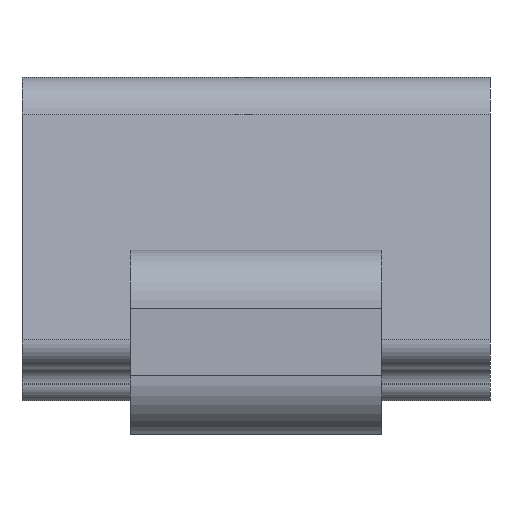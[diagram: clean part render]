
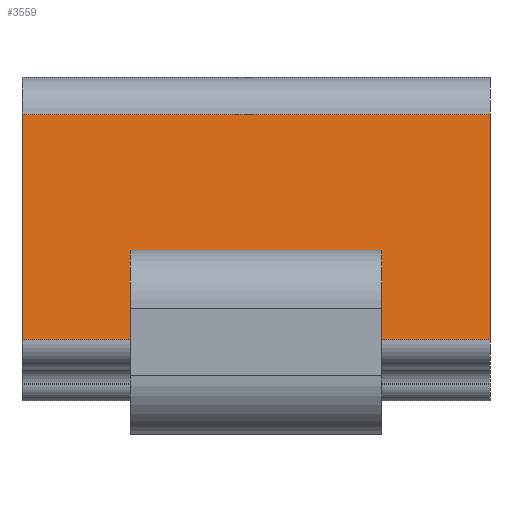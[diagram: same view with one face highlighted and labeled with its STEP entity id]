
A CAD part, front view. The second image highlights one B-rep face of the part: STEP entity #3559.
In plain terms, the highlighted planar face has unit normal (0, -0.993, 0.121).
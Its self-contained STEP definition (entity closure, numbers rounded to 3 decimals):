
#167=PLANE('',#3721);
#345=FACE_OUTER_BOUND('',#551,.T.);
#551=EDGE_LOOP('',(#3087,#3088,#3089,#3090));
#835=LINE('',#6617,#1165);
#842=LINE('',#6634,#1172);
#843=LINE('',#6636,#1173);
#844=LINE('',#6637,#1174);
#1165=VECTOR('',#4173,10.);
#1172=VECTOR('',#4192,10.);
#1173=VECTOR('',#4193,10.);
#1174=VECTOR('',#4194,10.);
#1694=VERTEX_POINT('',#6614);
#1695=VERTEX_POINT('',#6616);
#1699=VERTEX_POINT('',#6633);
#1700=VERTEX_POINT('',#6635);
#2170=EDGE_CURVE('',#1694,#1695,#835,.T.);
#2178=EDGE_CURVE('',#1699,#1694,#842,.T.);
#2179=EDGE_CURVE('',#1700,#1699,#843,.T.);
#2180=EDGE_CURVE('',#1695,#1700,#844,.T.);
#3087=ORIENTED_EDGE('',*,*,#2178,.F.);
#3088=ORIENTED_EDGE('',*,*,#2179,.F.);
#3089=ORIENTED_EDGE('',*,*,#2180,.F.);
#3090=ORIENTED_EDGE('',*,*,#2170,.F.);
#3559=ADVANCED_FACE('',(#345),#167,.T.);
#3721=AXIS2_PLACEMENT_3D('',#6632,#4190,#4191);
#4173=DIRECTION('',(0.,0.121,0.993));
#4190=DIRECTION('center_axis',(0.,-0.993,0.121));
#4191=DIRECTION('ref_axis',(0.,-0.121,-0.993));
#4192=DIRECTION('',(-1.,0.,0.));
#4193=DIRECTION('',(0.,-0.121,-0.993));
#4194=DIRECTION('',(1.,0.,0.));
#6614=CARTESIAN_POINT('',(-1.395,-2.243,0.566));
#6616=CARTESIAN_POINT('',(-1.395,-2.078,1.91));
#6617=CARTESIAN_POINT('',(-1.395,-2.243,0.566));
#6632=CARTESIAN_POINT('Origin',(0.,-2.078,1.91));
#6633=CARTESIAN_POINT('',(1.395,-2.243,0.566));
#6634=CARTESIAN_POINT('',(0.,-2.243,0.566));
#6635=CARTESIAN_POINT('',(1.395,-2.078,1.91));
#6636=CARTESIAN_POINT('',(1.395,-2.243,0.566));
#6637=CARTESIAN_POINT('',(0.,-2.078,1.91));
